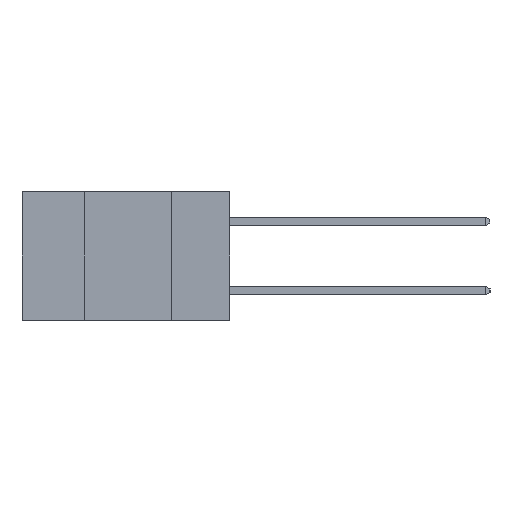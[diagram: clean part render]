
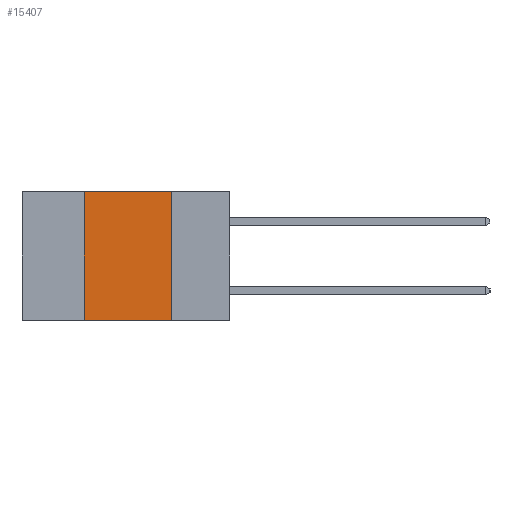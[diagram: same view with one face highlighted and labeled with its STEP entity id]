
A CAD part, left-side view. The second image highlights one B-rep face of the part: STEP entity #15407.
In plain terms, the highlighted planar face has unit normal (-1, 0, 0).
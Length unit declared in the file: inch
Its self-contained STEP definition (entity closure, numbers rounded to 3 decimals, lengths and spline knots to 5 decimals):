
#969 = CARTESIAN_POINT ( 'NONE',  ( 0., 0.17, 0. ) ) ;
#3433 = ORIENTED_EDGE ( 'NONE', *, *, #9594, .F. ) ;
#3538 = VECTOR ( 'NONE', #21060, 39.37008 ) ;
#6045 = LINE ( 'NONE', #12259, #17017 ) ;
#6856 = DIRECTION ( 'NONE',  ( 0., 0., 1. ) ) ;
#7190 = FACE_OUTER_BOUND ( 'NONE', #11044, .T. ) ;
#8260 = CARTESIAN_POINT ( 'NONE',  ( 0., 0.17, -0.37 ) ) ;
#8342 = ORIENTED_EDGE ( 'NONE', *, *, #15996, .F. ) ;
#8350 = LINE ( 'NONE', #8509, #3538 ) ;
#8509 = CARTESIAN_POINT ( 'NONE',  ( 0., 0.6, 0. ) ) ;
#8607 = VECTOR ( 'NONE', #10022, 39.37008 ) ;
#9594 = EDGE_CURVE ( 'NONE', #17753, #11808, #8350, .T. ) ;
#10022 = DIRECTION ( 'NONE',  ( 0., 0., -1. ) ) ;
#10289 = DIRECTION ( 'NONE',  ( 0., 0., -1. ) ) ;
#10395 = DIRECTION ( 'NONE',  ( 0., -1., 0. ) ) ;
#10696 = VERTEX_POINT ( 'NONE', #16140 ) ;
#11044 = EDGE_LOOP ( 'NONE', ( #8342, #3433, #16432, #20614 ) ) ;
#11238 = EDGE_CURVE ( 'NONE', #10696, #13938, #21103, .T. ) ;
#11808 = VERTEX_POINT ( 'NONE', #969 ) ;
#12259 = CARTESIAN_POINT ( 'NONE',  ( 0., 0.42, -0.37 ) ) ;
#12714 = CARTESIAN_POINT ( 'NONE',  ( 0., 0.42, 0. ) ) ;
#13929 = LINE ( 'NONE', #18883, #8607 ) ;
#13938 = VERTEX_POINT ( 'NONE', #8260 ) ;
#15407 = ADVANCED_FACE ( 'NONE', ( #7190 ), #19147, .F. ) ;
#15564 = CARTESIAN_POINT ( 'NONE',  ( 0., 0.6, 0. ) ) ;
#15821 = VECTOR ( 'NONE', #10395, 39.37008 ) ;
#15996 = EDGE_CURVE ( 'NONE', #11808, #13938, #13929, .T. ) ;
#16140 = CARTESIAN_POINT ( 'NONE',  ( 0., 0.42, -0.37 ) ) ;
#16432 = ORIENTED_EDGE ( 'NONE', *, *, #19604, .F. ) ;
#17017 = VECTOR ( 'NONE', #6856, 39.37008 ) ;
#17753 = VERTEX_POINT ( 'NONE', #12714 ) ;
#18883 = CARTESIAN_POINT ( 'NONE',  ( 0., 0.17, -0.37 ) ) ;
#19147 = PLANE ( 'NONE',  #19893 ) ;
#19237 = CARTESIAN_POINT ( 'NONE',  ( 0., 0.6, -0.37 ) ) ;
#19604 = EDGE_CURVE ( 'NONE', #10696, #17753, #6045, .T. ) ;
#19893 = AXIS2_PLACEMENT_3D ( 'NONE', #15564, #20926, #10289 ) ;
#20614 = ORIENTED_EDGE ( 'NONE', *, *, #11238, .T. ) ;
#20926 = DIRECTION ( 'NONE',  ( 1., 0., 0. ) ) ;
#21060 = DIRECTION ( 'NONE',  ( 0., -1., 0. ) ) ;
#21103 = LINE ( 'NONE', #19237, #15821 ) ;
